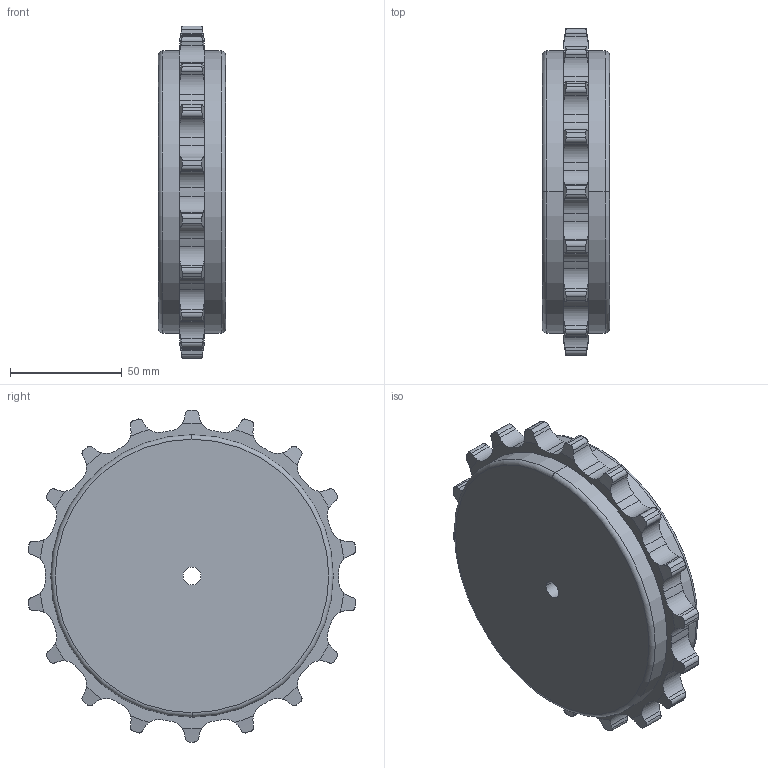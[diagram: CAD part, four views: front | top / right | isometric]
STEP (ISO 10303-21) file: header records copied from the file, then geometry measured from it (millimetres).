
FILE_DESCRIPTION((''),'2;1');
FILE_NAME('T2316','2023-11-01T09:53:30',('m.tranberg-hansen'),(''),'CREO PARAMETRIC BY PTC INC, 2023254','CREO PARAMETRIC BY PTC INC, 2023254','');
FILE_SCHEMA(('AUTOMOTIVE_DESIGN { 1 0 10303 214 1 1 1 1 }'));
Length unit declared in the file: millimetre
Products named in the file (1): T2316
Bounding box: 30 x 146.59 x 148.44 mm (x, y, z)
Volume: 397782 mm3; surface area: 43296.2 mm2
Topology: 1 solids, 1 shells, 197 faces, 572 edges, 380 vertices
Faces by surface type: cylinder 116, plane 41, cone 36, torus 4
Entity records: 9079 total; most frequent: CARTESIAN_POINT 2419, ORIENTED_EDGE 1144, DIRECTION 882, PRESENTATION_STYLE_ASSIGNMENT 573, STYLED_ITEM 573, CURVE_STYLE 572, EDGE_CURVE 572, VERTEX_POINT 380
